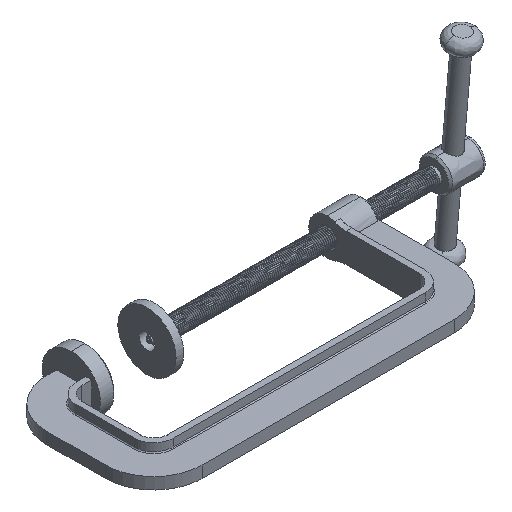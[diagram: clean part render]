
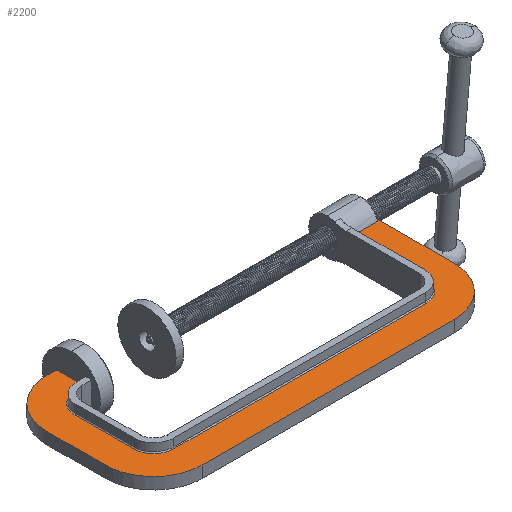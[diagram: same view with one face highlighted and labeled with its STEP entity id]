
A CAD part, isometric view. The second image highlights one B-rep face of the part: STEP entity #2200.
In plain terms, the highlighted free-form (B-spline) face has degree [1, 1] with [2, 2] control points.
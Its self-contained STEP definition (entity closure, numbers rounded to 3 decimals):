
#70 = VERTEX_POINT('',#71);
#71 = CARTESIAN_POINT('',(167.711,103.399,
    124.392));
#79 = VERTEX_POINT('',#80);
#80 = CARTESIAN_POINT('',(166.774,102.405,124.392
    ));
#86 = EDGE_CURVE('',#70,#79,#87,.T.);
#87 = B_SPLINE_CURVE_WITH_KNOTS('',3,(#88,#89,#90,#91),.UNSPECIFIED.,.F.
  ,.F.,(4,4),(0.,0.001),.PIECEWISE_BEZIER_KNOTS.);
#88 = CARTESIAN_POINT('',(167.711,103.399,
    124.392));
#89 = CARTESIAN_POINT('',(167.4,103.066,
    124.392));
#90 = CARTESIAN_POINT('',(167.088,102.735,124.392
    ));
#91 = CARTESIAN_POINT('',(166.774,102.405,124.392
    ));
#1986 = VERTEX_POINT('',#1987);
#1987 = CARTESIAN_POINT('',(22.42,117.884,
    124.392));
#1992 = EDGE_CURVE('',#1993,#1986,#1995,.T.);
#1993 = VERTEX_POINT('',#1994);
#1994 = CARTESIAN_POINT('',(27.107,117.884,
    124.392));
#1995 = B_SPLINE_CURVE_WITH_KNOTS('',1,(#1996,#1997),.UNSPECIFIED.,.F.,
  .F.,(2,2),(0.,5.),.PIECEWISE_BEZIER_KNOTS.);
#1996 = CARTESIAN_POINT('',(27.107,117.884,
    124.392));
#1997 = CARTESIAN_POINT('',(22.42,117.884,
    124.392));
#2021 = VERTEX_POINT('',#2022);
#2022 = CARTESIAN_POINT('',(-1.014,94.45,
    124.392));
#2027 = EDGE_CURVE('',#1986,#2021,#2028,.T.);
#2028 = ( BOUNDED_CURVE() B_SPLINE_CURVE(2,(#2029,#2030,#2031),
.UNSPECIFIED.,.F.,.F.) B_SPLINE_CURVE_WITH_KNOTS((3,3),(1.571,
3.142),.PIECEWISE_BEZIER_KNOTS.) CURVE() 
GEOMETRIC_REPRESENTATION_ITEM() RATIONAL_B_SPLINE_CURVE((1.,
0.707,1.)) REPRESENTATION_ITEM('') );
#2029 = CARTESIAN_POINT('',(22.42,117.884,
    124.392));
#2030 = CARTESIAN_POINT('',(-1.014,117.884,
    124.392));
#2031 = CARTESIAN_POINT('',(-1.014,94.45,
    124.392));
#2052 = VERTEX_POINT('',#2053);
#2053 = CARTESIAN_POINT('',(-1.014,66.329,
    124.392));
#2058 = EDGE_CURVE('',#2021,#2052,#2059,.T.);
#2059 = B_SPLINE_CURVE_WITH_KNOTS('',1,(#2060,#2061),.UNSPECIFIED.,.F.,
  .F.,(2,2),(0.,30.),.PIECEWISE_BEZIER_KNOTS.);
#2060 = CARTESIAN_POINT('',(-1.014,94.45,
    124.392));
#2061 = CARTESIAN_POINT('',(-1.014,66.329,
    124.392));
#2081 = VERTEX_POINT('',#2082);
#2082 = CARTESIAN_POINT('',(22.42,42.895,
    124.392));
#2087 = EDGE_CURVE('',#2052,#2081,#2088,.T.);
#2088 = ( BOUNDED_CURVE() B_SPLINE_CURVE(2,(#2089,#2090,#2091),
.UNSPECIFIED.,.F.,.F.) B_SPLINE_CURVE_WITH_KNOTS((3,3),(3.142,
4.712),.PIECEWISE_BEZIER_KNOTS.) CURVE() 
GEOMETRIC_REPRESENTATION_ITEM() RATIONAL_B_SPLINE_CURVE((1.,
0.707,1.)) REPRESENTATION_ITEM('') );
#2089 = CARTESIAN_POINT('',(-1.014,66.329,
    124.392));
#2090 = CARTESIAN_POINT('',(-1.014,42.895,
    124.392));
#2091 = CARTESIAN_POINT('',(22.42,42.895,
    124.392));
#2112 = VERTEX_POINT('',#2113);
#2113 = CARTESIAN_POINT('',(144.277,42.895,
    124.392));
#2118 = EDGE_CURVE('',#2081,#2112,#2119,.T.);
#2119 = B_SPLINE_CURVE_WITH_KNOTS('',1,(#2120,#2121),.UNSPECIFIED.,.F.,
  .F.,(2,2),(0.,130.),.PIECEWISE_BEZIER_KNOTS.);
#2120 = CARTESIAN_POINT('',(22.42,42.895,
    124.392));
#2121 = CARTESIAN_POINT('',(144.277,42.895,
    124.392));
#2141 = VERTEX_POINT('',#2142);
#2142 = CARTESIAN_POINT('',(167.711,66.329,
    124.392));
#2147 = EDGE_CURVE('',#2112,#2141,#2148,.T.);
#2148 = ( BOUNDED_CURVE() B_SPLINE_CURVE(2,(#2149,#2150,#2151),
.UNSPECIFIED.,.F.,.F.) B_SPLINE_CURVE_WITH_KNOTS((3,3),(4.712,
6.283),.PIECEWISE_BEZIER_KNOTS.) CURVE() 
GEOMETRIC_REPRESENTATION_ITEM() RATIONAL_B_SPLINE_CURVE((1.,
0.707,1.)) REPRESENTATION_ITEM('') );
#2149 = CARTESIAN_POINT('',(144.277,42.895,
    124.392));
#2150 = CARTESIAN_POINT('',(167.711,42.895,
    124.392));
#2151 = CARTESIAN_POINT('',(167.711,66.329,
    124.392));
#2185 = EDGE_CURVE('',#2141,#70,#2186,.T.);
#2186 = B_SPLINE_CURVE_WITH_KNOTS('',1,(#2187,#2188),.UNSPECIFIED.,.F.,
  .F.,(2,2),(0.,39.547),
  .PIECEWISE_BEZIER_KNOTS.);
#2187 = CARTESIAN_POINT('',(167.711,66.329,
    124.392));
#2188 = CARTESIAN_POINT('',(167.711,103.399,
    124.392));
#2200 = ADVANCED_FACE('',(#2201),#2275,.T.);
#2201 = FACE_BOUND('',#2202,.T.);
#2202 = EDGE_LOOP('',(#2203,#2210,#2217,#2225,#2232,#2240,#2247,#2255,
    #2262,#2267,#2268,#2269,#2270,#2271,#2272,#2273,#2274));
#2203 = ORIENTED_EDGE('',*,*,#2204,.F.);
#2204 = EDGE_CURVE('',#2205,#79,#2207,.T.);
#2205 = VERTEX_POINT('',#2206);
#2206 = CARTESIAN_POINT('',(154.12,102.405,
    124.392));
#2207 = B_SPLINE_CURVE_WITH_KNOTS('',1,(#2208,#2209),.UNSPECIFIED.,.F.,
  .F.,(2,2),(30.37,43.87),.PIECEWISE_BEZIER_KNOTS.);
#2208 = CARTESIAN_POINT('',(154.12,102.405,
    124.392));
#2209 = CARTESIAN_POINT('',(166.774,102.405,
    124.392));
#2210 = ORIENTED_EDGE('',*,*,#2211,.T.);
#2211 = EDGE_CURVE('',#2205,#2212,#2214,.T.);
#2212 = VERTEX_POINT('',#2213);
#2213 = CARTESIAN_POINT('',(154.12,66.329,
    124.392));
#2214 = B_SPLINE_CURVE_WITH_KNOTS('',1,(#2215,#2216),.UNSPECIFIED.,.F.,
  .F.,(2,2),(-8.486,30.),.PIECEWISE_BEZIER_KNOTS.);
#2215 = CARTESIAN_POINT('',(154.12,102.405,
    124.392));
#2216 = CARTESIAN_POINT('',(154.12,66.329,
    124.392));
#2217 = ORIENTED_EDGE('',*,*,#2218,.T.);
#2218 = EDGE_CURVE('',#2212,#2219,#2221,.T.);
#2219 = VERTEX_POINT('',#2220);
#2220 = CARTESIAN_POINT('',(144.277,56.487,
    124.392));
#2221 = ( BOUNDED_CURVE() B_SPLINE_CURVE(2,(#2222,#2223,#2224),
.UNSPECIFIED.,.F.,.F.) B_SPLINE_CURVE_WITH_KNOTS((3,3),(0.,
1.571),.PIECEWISE_BEZIER_KNOTS.) CURVE() 
GEOMETRIC_REPRESENTATION_ITEM() RATIONAL_B_SPLINE_CURVE((1.,
0.707,1.)) REPRESENTATION_ITEM('') );
#2222 = CARTESIAN_POINT('',(154.12,66.329,
    124.392));
#2223 = CARTESIAN_POINT('',(154.12,56.487,
    124.392));
#2224 = CARTESIAN_POINT('',(144.277,56.487,
    124.392));
#2225 = ORIENTED_EDGE('',*,*,#2226,.T.);
#2226 = EDGE_CURVE('',#2219,#2227,#2229,.T.);
#2227 = VERTEX_POINT('',#2228);
#2228 = CARTESIAN_POINT('',(22.42,56.487,
    124.392));
#2229 = B_SPLINE_CURVE_WITH_KNOTS('',1,(#2230,#2231),.UNSPECIFIED.,.F.,
  .F.,(2,2),(-130.,0.),.PIECEWISE_BEZIER_KNOTS.);
#2230 = CARTESIAN_POINT('',(144.277,56.487,
    124.392));
#2231 = CARTESIAN_POINT('',(22.42,56.487,
    124.392));
#2232 = ORIENTED_EDGE('',*,*,#2233,.T.);
#2233 = EDGE_CURVE('',#2227,#2234,#2236,.T.);
#2234 = VERTEX_POINT('',#2235);
#2235 = CARTESIAN_POINT('',(12.577,66.329,
    124.392));
#2236 = ( BOUNDED_CURVE() B_SPLINE_CURVE(2,(#2237,#2238,#2239),
.UNSPECIFIED.,.F.,.F.) B_SPLINE_CURVE_WITH_KNOTS((3,3),(1.571,
3.142),.PIECEWISE_BEZIER_KNOTS.) CURVE() 
GEOMETRIC_REPRESENTATION_ITEM() RATIONAL_B_SPLINE_CURVE((1.,
0.707,1.)) REPRESENTATION_ITEM('') );
#2237 = CARTESIAN_POINT('',(22.42,56.487,
    124.392));
#2238 = CARTESIAN_POINT('',(12.577,56.487,
    124.392));
#2239 = CARTESIAN_POINT('',(12.577,66.329,
    124.392));
#2240 = ORIENTED_EDGE('',*,*,#2241,.T.);
#2241 = EDGE_CURVE('',#2234,#2242,#2244,.T.);
#2242 = VERTEX_POINT('',#2243);
#2243 = CARTESIAN_POINT('',(12.577,94.45,
    124.392));
#2244 = B_SPLINE_CURVE_WITH_KNOTS('',1,(#2245,#2246),.UNSPECIFIED.,.F.,
  .F.,(2,2),(-30.,0.),.PIECEWISE_BEZIER_KNOTS.);
#2245 = CARTESIAN_POINT('',(12.577,66.329,
    124.392));
#2246 = CARTESIAN_POINT('',(12.577,94.45,
    124.392));
#2247 = ORIENTED_EDGE('',*,*,#2248,.T.);
#2248 = EDGE_CURVE('',#2242,#2249,#2251,.T.);
#2249 = VERTEX_POINT('',#2250);
#2250 = CARTESIAN_POINT('',(22.42,104.292,
    124.392));
#2251 = ( BOUNDED_CURVE() B_SPLINE_CURVE(2,(#2252,#2253,#2254),
.UNSPECIFIED.,.F.,.F.) B_SPLINE_CURVE_WITH_KNOTS((3,3),(3.142,
4.712),.PIECEWISE_BEZIER_KNOTS.) CURVE() 
GEOMETRIC_REPRESENTATION_ITEM() RATIONAL_B_SPLINE_CURVE((1.,
0.707,1.)) REPRESENTATION_ITEM('') );
#2252 = CARTESIAN_POINT('',(12.577,94.45,
    124.392));
#2253 = CARTESIAN_POINT('',(12.577,104.292,
    124.392));
#2254 = CARTESIAN_POINT('',(22.42,104.292,
    124.392));
#2255 = ORIENTED_EDGE('',*,*,#2256,.T.);
#2256 = EDGE_CURVE('',#2249,#2257,#2259,.T.);
#2257 = VERTEX_POINT('',#2258);
#2258 = CARTESIAN_POINT('',(27.107,104.292,
    124.392));
#2259 = B_SPLINE_CURVE_WITH_KNOTS('',1,(#2260,#2261),.UNSPECIFIED.,.F.,
  .F.,(2,2),(0.,5.),.PIECEWISE_BEZIER_KNOTS.);
#2260 = CARTESIAN_POINT('',(22.42,104.292,
    124.392));
#2261 = CARTESIAN_POINT('',(27.107,104.292,
    124.392));
#2262 = ORIENTED_EDGE('',*,*,#2263,.T.);
#2263 = EDGE_CURVE('',#2257,#1993,#2264,.T.);
#2264 = B_SPLINE_CURVE_WITH_KNOTS('',1,(#2265,#2266),.UNSPECIFIED.,.F.,
  .F.,(2,2),(-14.5,0.),.PIECEWISE_BEZIER_KNOTS.);
#2265 = CARTESIAN_POINT('',(27.107,104.292,
    124.392));
#2266 = CARTESIAN_POINT('',(27.107,117.884,
    124.392));
#2267 = ORIENTED_EDGE('',*,*,#1992,.T.);
#2268 = ORIENTED_EDGE('',*,*,#2027,.T.);
#2269 = ORIENTED_EDGE('',*,*,#2058,.T.);
#2270 = ORIENTED_EDGE('',*,*,#2087,.T.);
#2271 = ORIENTED_EDGE('',*,*,#2118,.T.);
#2272 = ORIENTED_EDGE('',*,*,#2147,.T.);
#2273 = ORIENTED_EDGE('',*,*,#2185,.T.);
#2274 = ORIENTED_EDGE('',*,*,#86,.T.);
#2275 = B_SPLINE_SURFACE_WITH_KNOTS('',1,1,(
    (#2276,#2277)
    ,(#2278,#2279
    )),.UNSPECIFIED.,.F.,.F.,.F.,(2,2),(2,2),(-25.,155.),(-55.,25.),
  .PIECEWISE_BEZIER_KNOTS.);
#2276 = CARTESIAN_POINT('',(-1.014,42.895,
    124.392));
#2277 = CARTESIAN_POINT('',(-1.014,117.884,
    124.392));
#2278 = CARTESIAN_POINT('',(167.711,42.895,
    124.392));
#2279 = CARTESIAN_POINT('',(167.711,117.884,
    124.392));
